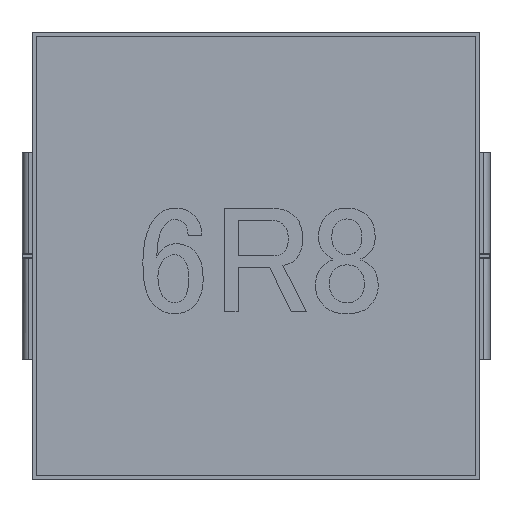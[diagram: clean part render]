
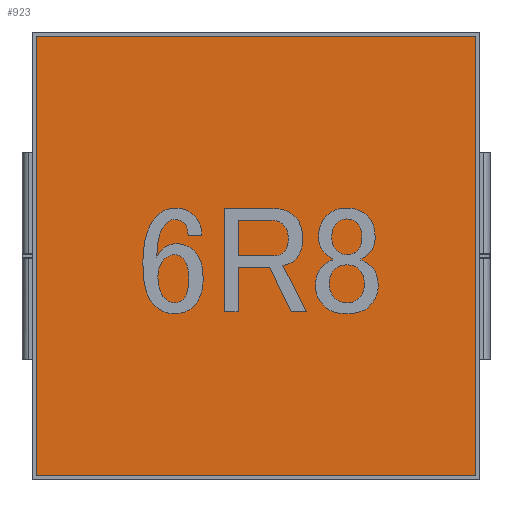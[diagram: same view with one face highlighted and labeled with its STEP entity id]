
A CAD part, top view. The second image highlights one B-rep face of the part: STEP entity #923.
In plain terms, the highlighted free-form (B-spline) face has degree [1, 1] with [2, 2] control points.
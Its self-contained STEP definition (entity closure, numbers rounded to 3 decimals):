
#888=CARTESIAN_POINT('',(-3.575,3.575,0.));
#889=CARTESIAN_POINT('',(3.575,3.575,0.));
#890=CARTESIAN_POINT('',(-3.575,-3.575,0.));
#891=CARTESIAN_POINT('',(3.575,-3.575,0.));
#892=B_SPLINE_SURFACE_WITH_KNOTS('',1,1,((#888,#889),(#890,#891)),.PLANE_SURF.,.F.,.F.,.U.,(2,2),(2,2),(0.,1.),(0.,1.),.UNSPECIFIED.);
#893=CARTESIAN_POINT('',(-3.19,3.19,0.));
#894=VERTEX_POINT('',#893);
#895=CARTESIAN_POINT('',(3.19,3.19,0.));
#896=VERTEX_POINT('',#895);
#897=CARTESIAN_POINT('',(-3.19,3.19,0.));
#898=CARTESIAN_POINT('',(3.19,3.19,0.));
#899=B_SPLINE_CURVE_WITH_KNOTS('',1,(#897,#898),.POLYLINE_FORM.,.F.,.U.,(2,2),(0.,1.),.UNSPECIFIED.);
#900=EDGE_CURVE('',#894,#896,#899,.T.);
#901=ORIENTED_EDGE('',*,*,#900,.F.);
#902=CARTESIAN_POINT('',(-3.19,-3.19,0.));
#903=VERTEX_POINT('',#902);
#904=CARTESIAN_POINT('',(-3.19,-3.19,0.));
#905=CARTESIAN_POINT('',(-3.19,3.19,0.));
#906=B_SPLINE_CURVE_WITH_KNOTS('',1,(#904,#905),.POLYLINE_FORM.,.F.,.U.,(2,2),(0.,1.),.UNSPECIFIED.);
#907=EDGE_CURVE('',#903,#894,#906,.T.);
#908=ORIENTED_EDGE('',*,*,#907,.F.);
#909=CARTESIAN_POINT('',(3.19,-3.19,0.));
#910=VERTEX_POINT('',#909);
#911=CARTESIAN_POINT('',(3.19,-3.19,0.));
#912=CARTESIAN_POINT('',(-3.19,-3.19,0.));
#913=B_SPLINE_CURVE_WITH_KNOTS('',1,(#911,#912),.POLYLINE_FORM.,.F.,.U.,(2,2),(0.,1.),.UNSPECIFIED.);
#914=EDGE_CURVE('',#910,#903,#913,.T.);
#915=ORIENTED_EDGE('',*,*,#914,.F.);
#916=CARTESIAN_POINT('',(3.19,3.19,0.));
#917=CARTESIAN_POINT('',(3.19,-3.19,0.));
#918=B_SPLINE_CURVE_WITH_KNOTS('',1,(#916,#917),.POLYLINE_FORM.,.F.,.U.,(2,2),(0.,1.),.UNSPECIFIED.);
#919=EDGE_CURVE('',#896,#910,#918,.T.);
#920=ORIENTED_EDGE('',*,*,#919,.F.);
#921=EDGE_LOOP('',(#901,#908,#915,#920));
#922=FACE_OUTER_BOUND('',#921,.T.);
#923=ADVANCED_FACE('',(#922),#892,.T.);
